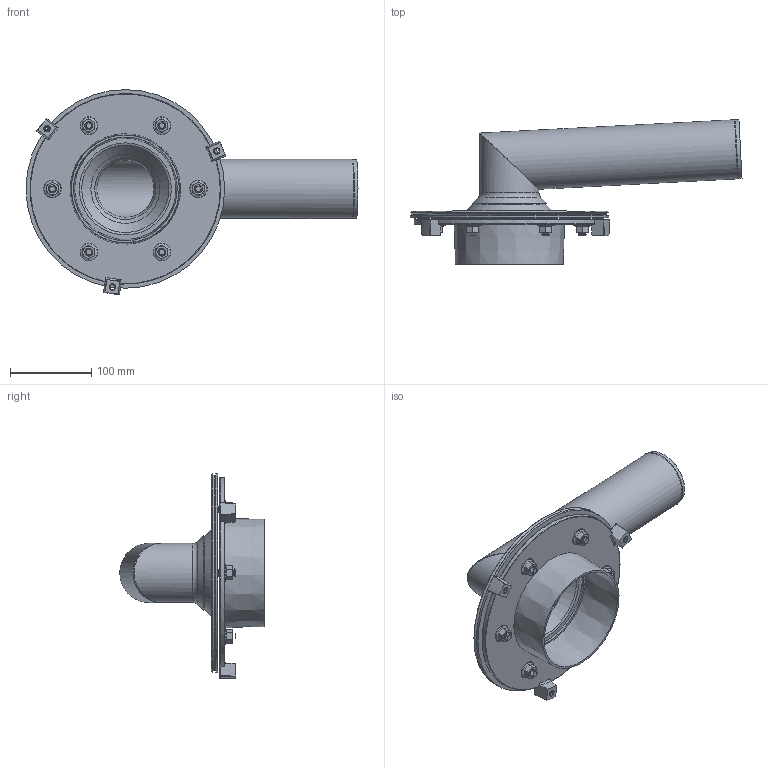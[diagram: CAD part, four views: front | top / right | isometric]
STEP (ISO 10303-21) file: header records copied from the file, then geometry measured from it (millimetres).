
FILE_DESCRIPTION(/* description */ (''),/* implementation_level */ '2;1');
FILE_NAME(/* name */ '21934.070X_3D.stp',/* time_stamp */ '2024-12-12T08:47:45+01:00',/* author */ ('CAD'),/* organization */ (''),/* preprocessor_version */ 'ST-DEVELOPER v20',/* originating_system */ 'AutoCAD Mechanical',/* authorisation */ '');
FILE_SCHEMA (('AUTOMOTIVE_DESIGN { 1 0 10303 214 3 1 1 }'));
Length unit declared in the file: millimetre
Products named in the file (2): Product; *S3
Assembly tree (1 placements, depth 2):
  Product
    *S3
Bounding box: 409.39 x 178.12 x 252.62 mm (x, y, z)
Volume: 574224.6 mm3; surface area: 447549.9 mm2
Topology: 20 solids, 20 shells, 415 faces, 890 edges, 527 vertices
Faces by surface type: cone 236, plane 96, cylinder 51, torus 26, bspline 6
Full cylindrical faces by diameter (mm): 7 x6, 8 x12, 8.376 x6, 14 x6, 16 x6, 70.6 x2, 73 x2, 125 x1, 245 x1
Entity records: 12291 total; most frequent: CARTESIAN_POINT 3197, DIRECTION 1959, ORIENTED_EDGE 1778, EDGE_CURVE 889, AXIS2_PLACEMENT_3D 831, VERTEX_POINT 525, EDGE_LOOP 484, FACE_OUTER_BOUND 415
